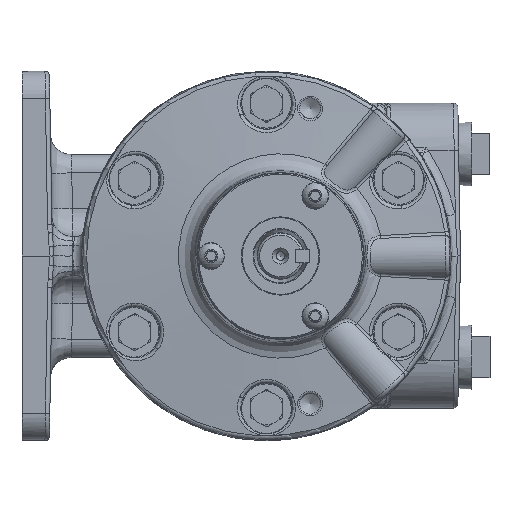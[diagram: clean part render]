
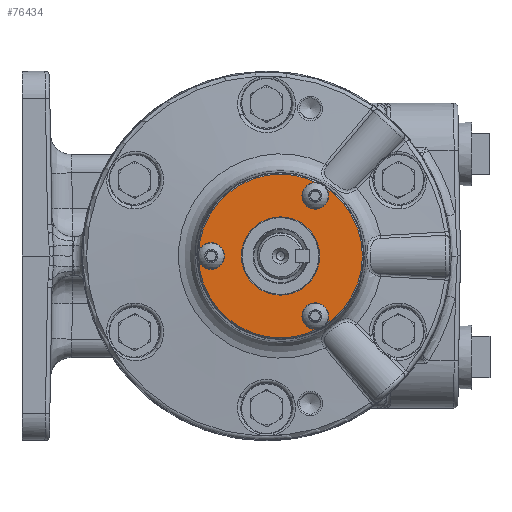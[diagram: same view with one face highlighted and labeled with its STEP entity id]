
A CAD part, left-side view. The second image highlights one B-rep face of the part: STEP entity #76434.
In plain terms, the highlighted face is planar.
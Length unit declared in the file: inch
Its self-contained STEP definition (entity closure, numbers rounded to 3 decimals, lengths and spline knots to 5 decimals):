
#2399 = ORIENTED_EDGE ( 'NONE', *, *, #123298, .F. ) ;
#4903 = DIRECTION ( 'NONE',  ( 0., 0., -1. ) ) ;
#5625 = CARTESIAN_POINT ( 'NONE',  ( -0.04, 0., 0. ) ) ;
#13170 = FACE_BOUND ( 'NONE', #50170, .T. ) ;
#14256 = VERTEX_POINT ( 'NONE', #52467 ) ;
#15630 = CIRCLE ( 'NONE', #68381, 0.105 ) ;
#19192 = ORIENTED_EDGE ( 'NONE', *, *, #83857, .F. ) ;
#24805 = CARTESIAN_POINT ( 'NONE',  ( -0.04, 0., -1.109 ) ) ;
#25728 = DIRECTION ( 'NONE',  ( 1., 0., 0. ) ) ;
#26976 = CARTESIAN_POINT ( 'NONE',  ( -0.04, 0., 0.94 ) ) ;
#29093 = AXIS2_PLACEMENT_3D ( 'NONE', #120595, #53244, #4903 ) ;
#30847 = ORIENTED_EDGE ( 'NONE', *, *, #96501, .T. ) ;
#32883 = FACE_BOUND ( 'NONE', #107610, .T. ) ;
#33230 = AXIS2_PLACEMENT_3D ( 'NONE', #26976, #72820, #73431 ) ;
#33969 = EDGE_CURVE ( 'NONE', #102022, #102022, #59299, .T. ) ;
#34354 = VERTEX_POINT ( 'NONE', #24805 ) ;
#36730 = DIRECTION ( 'NONE',  ( -1., 0., 0. ) ) ;
#37906 = DIRECTION ( 'NONE',  ( 1., 0., 0. ) ) ;
#43049 = FACE_BOUND ( 'NONE', #121498, .T. ) ;
#47385 = CIRCLE ( 'NONE', #33230, 0.105 ) ;
#48430 = VERTEX_POINT ( 'NONE', #58591 ) ;
#50170 = EDGE_LOOP ( 'NONE', ( #79163 ) ) ;
#52009 = FACE_BOUND ( 'NONE', #86668, .T. ) ;
#52451 = CIRCLE ( 'NONE', #88887, 1.109 ) ;
#52467 = CARTESIAN_POINT ( 'NONE',  ( -0.04, 0.814, -0.575 ) ) ;
#53244 = DIRECTION ( 'NONE',  ( 1., 0., 0. ) ) ;
#58403 = ORIENTED_EDGE ( 'NONE', *, *, #71682, .F. ) ;
#58591 = CARTESIAN_POINT ( 'NONE',  ( -0.04, 0., 0.835 ) ) ;
#59299 = CIRCLE ( 'NONE', #118137, 0.53 ) ;
#63279 = DIRECTION ( 'NONE',  ( 0., 0., -1. ) ) ;
#65649 = AXIS2_PLACEMENT_3D ( 'NONE', #93100, #25728, #63279 ) ;
#68381 = AXIS2_PLACEMENT_3D ( 'NONE', #124975, #37906, #76678 ) ;
#71682 = EDGE_CURVE ( 'NONE', #48430, #48430, #47385, .T. ) ;
#72820 = DIRECTION ( 'NONE',  ( 1., 0., 0. ) ) ;
#73431 = DIRECTION ( 'NONE',  ( 0., 0., -1. ) ) ;
#74662 = CARTESIAN_POINT ( 'NONE',  ( -0.04, 0., -0.53 ) ) ;
#75503 = DIRECTION ( 'NONE',  ( 0., 0., -1. ) ) ;
#76434 = ADVANCED_FACE ( 'NONE', ( #13170, #43049, #32883, #52009, #81201 ), #81824, .T. ) ;
#76678 = DIRECTION ( 'NONE',  ( 0., 0., -1. ) ) ;
#77777 = CIRCLE ( 'NONE', #65649, 0.105 ) ;
#79163 = ORIENTED_EDGE ( 'NONE', *, *, #33969, .T. ) ;
#79550 = VERTEX_POINT ( 'NONE', #118296 ) ;
#81201 = FACE_OUTER_BOUND ( 'NONE', #101959, .T. ) ;
#81824 = PLANE ( 'NONE',  #29093 ) ;
#83857 = EDGE_CURVE ( 'NONE', #79550, #79550, #77777, .T. ) ;
#86668 = EDGE_LOOP ( 'NONE', ( #2399 ) ) ;
#86689 = DIRECTION ( 'NONE',  ( 0., 0., -1. ) ) ;
#88887 = AXIS2_PLACEMENT_3D ( 'NONE', #124803, #117143, #86689 ) ;
#93100 = CARTESIAN_POINT ( 'NONE',  ( -0.04, -0.814, -0.47 ) ) ;
#96501 = EDGE_CURVE ( 'NONE', #34354, #34354, #52451, .T. ) ;
#101959 = EDGE_LOOP ( 'NONE', ( #30847 ) ) ;
#102022 = VERTEX_POINT ( 'NONE', #74662 ) ;
#107610 = EDGE_LOOP ( 'NONE', ( #19192 ) ) ;
#117143 = DIRECTION ( 'NONE',  ( 1., 0., 0. ) ) ;
#118137 = AXIS2_PLACEMENT_3D ( 'NONE', #5625, #36730, #75503 ) ;
#118296 = CARTESIAN_POINT ( 'NONE',  ( -0.04, -0.814, -0.575 ) ) ;
#120595 = CARTESIAN_POINT ( 'NONE',  ( -0.04, 0., 0. ) ) ;
#121498 = EDGE_LOOP ( 'NONE', ( #58403 ) ) ;
#123298 = EDGE_CURVE ( 'NONE', #14256, #14256, #15630, .T. ) ;
#124803 = CARTESIAN_POINT ( 'NONE',  ( -0.04, 0., 0. ) ) ;
#124975 = CARTESIAN_POINT ( 'NONE',  ( -0.04, 0.814, -0.47 ) ) ;
